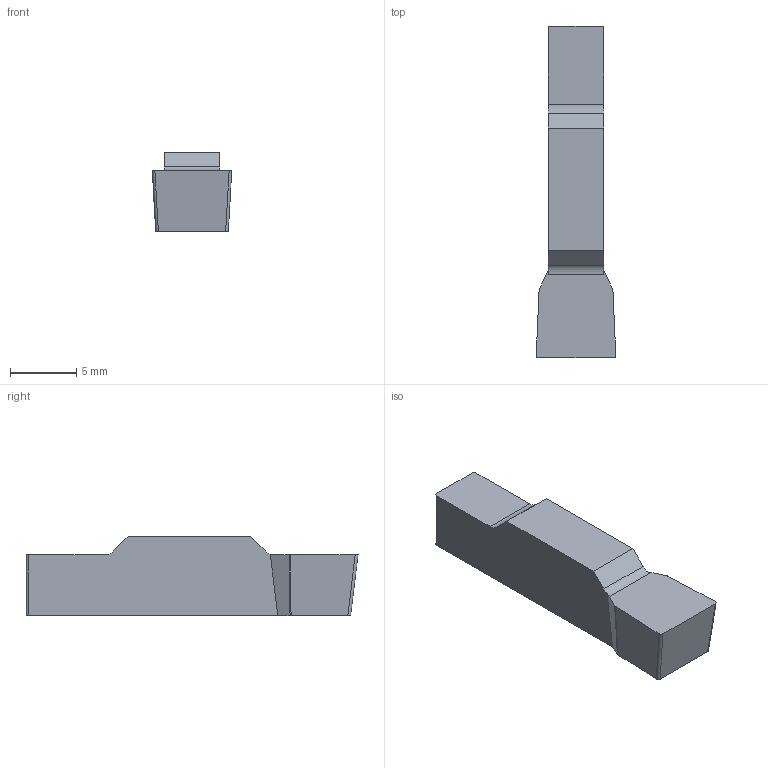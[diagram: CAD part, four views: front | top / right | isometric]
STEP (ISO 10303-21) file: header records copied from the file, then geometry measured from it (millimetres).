
FILE_DESCRIPTION(/* description */ (''),/* implementation_level */ '2;1');
FILE_NAME(/* name */ 'n123j1-0600-0002-ge-cb20_cut_20190219_153921_1.stp',/* time_stamp */ '2019-02-19T15:40:38+01:00',/* author */ (''),/* organization */ ('SMS'),/* preprocessor_version */ 'ST-DEVELOPER v15',/* originating_system */ 'SIEMENS PLM Software NX 8.5',/* authorisation */ '');
FILE_SCHEMA (('AUTOMOTIVE_DESIGN { 1 0 10303 214 3 1 1 1 }'));
Length unit declared in the file: millimetre
Products named in the file (1): N123J1-0600-0002-GE-CB20_CUT_20190219_153921_1
Bounding box: 6 x 25.05 x 5.97 mm (x, y, z)
Volume: 571.7 mm3; surface area: 529 mm2
Topology: 1 solids, 1 shells, 22 faces, 61 edges, 43 vertices
Faces by surface type: plane 14, cylinder 6, bspline 2
Entity records: 796 total; most frequent: CARTESIAN_POINT 186, ORIENTED_EDGE 120, DIRECTION 112, EDGE_CURVE 60, LINE 42, VECTOR 42, VERTEX_POINT 40, AXIS2_PLACEMENT_3D 35
